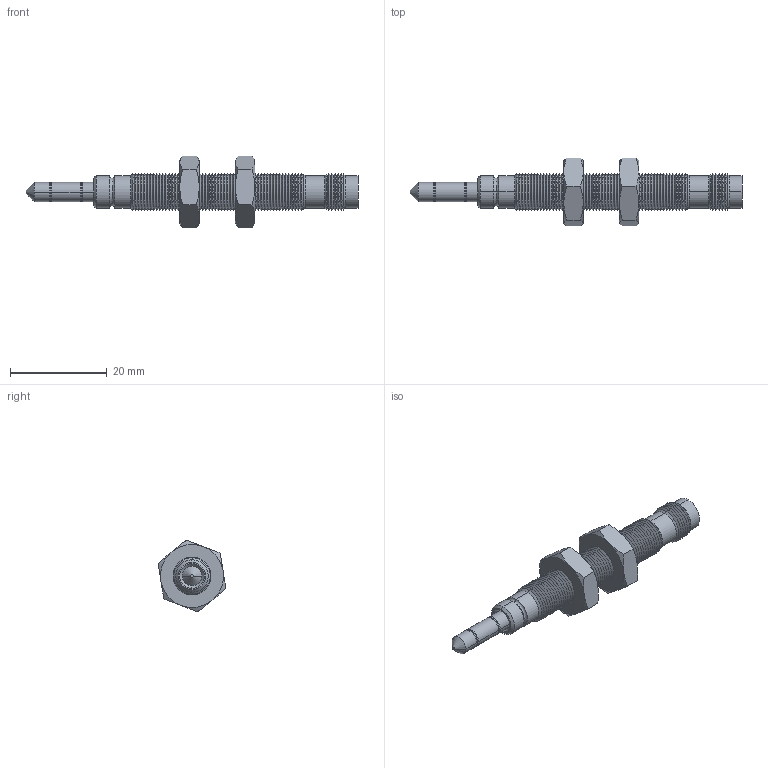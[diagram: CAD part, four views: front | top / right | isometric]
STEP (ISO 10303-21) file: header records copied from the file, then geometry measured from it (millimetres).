
FILE_DESCRIPTION (( 'STEP AP203' ), '1' );
FILE_NAME ('SNS05.STEP', '2012-08-01T21:18:25', ( 'SyronIT' ), ( 'Syron' ), 'SwSTEP 2.0', 'SolidWorks 2011', '' );
FILE_SCHEMA (( 'CONFIG_CONTROL_DESIGN' ));
Length unit declared in the file: inch
Products named in the file (5): 46.0449; Hex Nut Jam_Syron Metric_B18.2.4.5M - Hex jam nut,  M8 x 1.25 --D-C; SNS05; 13662_13489; 03800
Assembly tree (5 placements, depth 2):
  SNS05
    Hex Nut Jam_Syron Metric_B18.2.4.5M - Hex jam nut,  M8 x 1.25 --D-C  x2
    46.0449
    13662_13489
    03800
Bounding box: 68.58 x 14.03 x 14.82 mm (x, y, z)
Volume: 2024.3 mm3; surface area: 4697.8 mm2
Topology: 5 solids, 5 shells, 389 faces, 790 edges, 414 vertices
Faces by surface type: cone 292, cylinder 50, plane 26, torus 18, sphere 3
Entity records: 9925 total; most frequent: DIRECTION 1848, CARTESIAN_POINT 1628, ORIENTED_EDGE 1468, AXIS2_PLACEMENT_3D 763, EDGE_CURVE 734, CIRCLE 388, VERTEX_POINT 383, EDGE_LOOP 379
